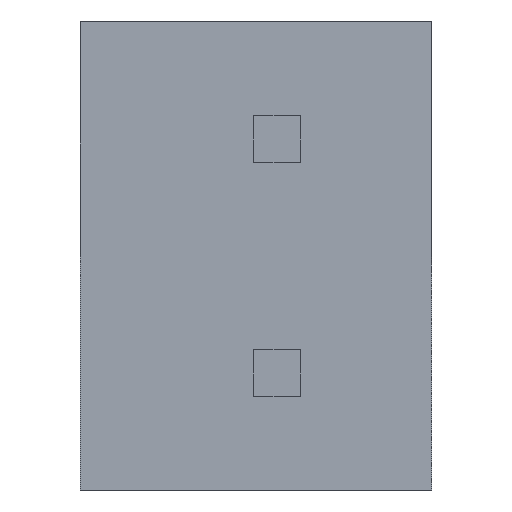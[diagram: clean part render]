
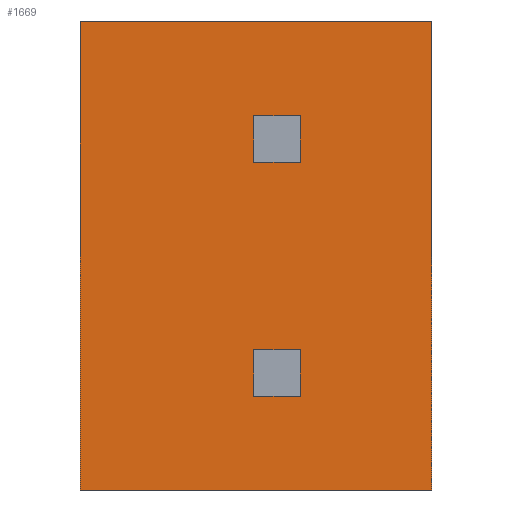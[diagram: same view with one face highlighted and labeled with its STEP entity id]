
A CAD part, front view. The second image highlights one B-rep face of the part: STEP entity #1669.
In plain terms, the highlighted planar face has unit normal (0, -1, 0).
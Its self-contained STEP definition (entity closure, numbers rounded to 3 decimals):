
#28 = EDGE_CURVE ( 'NONE', #459, #2323, #1153, .T. ) ;
#47 = CARTESIAN_POINT ( 'NONE',  ( -0.05, 0., 3. ) ) ;
#99 = VERTEX_POINT ( 'NONE', #1704 ) ;
#188 = VERTEX_POINT ( 'NONE', #2311 ) ;
#240 = ORIENTED_EDGE ( 'NONE', *, *, #1817, .F. ) ;
#261 = VERTEX_POINT ( 'NONE', #2243 ) ;
#354 = PLANE ( 'NONE',  #782 ) ;
#357 = CARTESIAN_POINT ( 'NONE',  ( -3.75, 0., 5. ) ) ;
#381 = CARTESIAN_POINT ( 'NONE',  ( 3.75, 0., 5. ) ) ;
#390 = CARTESIAN_POINT ( 'NONE',  ( -0.05, 0., -3. ) ) ;
#406 = VERTEX_POINT ( 'NONE', #508 ) ;
#426 = DIRECTION ( 'NONE',  ( 1., 0., 0. ) ) ;
#442 = ORIENTED_EDGE ( 'NONE', *, *, #2210, .T. ) ;
#459 = VERTEX_POINT ( 'NONE', #604 ) ;
#490 = FACE_OUTER_BOUND ( 'NONE', #1920, .T. ) ;
#503 = EDGE_CURVE ( 'NONE', #1012, #1627, #1295, .T. ) ;
#508 = CARTESIAN_POINT ( 'NONE',  ( -0.05, 0., -3. ) ) ;
#592 = ORIENTED_EDGE ( 'NONE', *, *, #784, .F. ) ;
#604 = CARTESIAN_POINT ( 'NONE',  ( 0.95, 0., -2. ) ) ;
#631 = EDGE_LOOP ( 'NONE', ( #2208, #1401, #1264, #592 ) ) ;
#680 = LINE ( 'NONE', #2347, #921 ) ;
#695 = EDGE_LOOP ( 'NONE', ( #1779, #1721, #1340, #1500 ) ) ;
#708 = EDGE_CURVE ( 'NONE', #261, #1832, #680, .T. ) ;
#719 = CARTESIAN_POINT ( 'NONE',  ( -0.05, 0., -2. ) ) ;
#723 = DIRECTION ( 'NONE',  ( 1., 0., 0. ) ) ;
#781 = VECTOR ( 'NONE', #2125, 1000. ) ;
#782 = AXIS2_PLACEMENT_3D ( 'NONE', #357, #2297, #1941 ) ;
#784 = EDGE_CURVE ( 'NONE', #406, #99, #1139, .T. ) ;
#853 = DIRECTION ( 'NONE',  ( 0., 0., -1. ) ) ;
#868 = VERTEX_POINT ( 'NONE', #1243 ) ;
#875 = LINE ( 'NONE', #1967, #1750 ) ;
#921 = VECTOR ( 'NONE', #1690, 1000. ) ;
#932 = EDGE_CURVE ( 'NONE', #2323, #406, #1755, .T. ) ;
#933 = VECTOR ( 'NONE', #1486, 1000. ) ;
#934 = VECTOR ( 'NONE', #853, 1000. ) ;
#962 = EDGE_CURVE ( 'NONE', #1012, #1548, #1463, .T. ) ;
#1012 = VERTEX_POINT ( 'NONE', #1038 ) ;
#1019 = FACE_BOUND ( 'NONE', #695, .T. ) ;
#1030 = EDGE_CURVE ( 'NONE', #1832, #868, #1245, .T. ) ;
#1038 = CARTESIAN_POINT ( 'NONE',  ( -3.75, 0., 5. ) ) ;
#1059 = DIRECTION ( 'NONE',  ( 0., 0., -1. ) ) ;
#1067 = CARTESIAN_POINT ( 'NONE',  ( -0.05, 0., 3. ) ) ;
#1069 = DIRECTION ( 'NONE',  ( 0., 0., -1. ) ) ;
#1102 = VECTOR ( 'NONE', #723, 1000. ) ;
#1108 = CARTESIAN_POINT ( 'NONE',  ( 3.75, 0., 5. ) ) ;
#1116 = EDGE_CURVE ( 'NONE', #868, #1945, #1806, .T. ) ;
#1117 = CARTESIAN_POINT ( 'NONE',  ( 0.95, 0., 3. ) ) ;
#1139 = LINE ( 'NONE', #390, #2103 ) ;
#1153 = LINE ( 'NONE', #719, #781 ) ;
#1164 = VECTOR ( 'NONE', #426, 1000. ) ;
#1206 = ORIENTED_EDGE ( 'NONE', *, *, #962, .F. ) ;
#1243 = CARTESIAN_POINT ( 'NONE',  ( -0.05, 0., 2. ) ) ;
#1245 = LINE ( 'NONE', #1067, #1311 ) ;
#1253 = CARTESIAN_POINT ( 'NONE',  ( -3.75, 0., 5. ) ) ;
#1264 = ORIENTED_EDGE ( 'NONE', *, *, #2161, .F. ) ;
#1295 = LINE ( 'NONE', #1253, #2090 ) ;
#1311 = VECTOR ( 'NONE', #1419, 1000. ) ;
#1340 = ORIENTED_EDGE ( 'NONE', *, *, #2254, .F. ) ;
#1401 = ORIENTED_EDGE ( 'NONE', *, *, #28, .F. ) ;
#1419 = DIRECTION ( 'NONE',  ( 0., 0., -1. ) ) ;
#1463 = LINE ( 'NONE', #1896, #933 ) ;
#1486 = DIRECTION ( 'NONE',  ( 1., 0., 0. ) ) ;
#1500 = ORIENTED_EDGE ( 'NONE', *, *, #1116, .F. ) ;
#1548 = VERTEX_POINT ( 'NONE', #381 ) ;
#1612 = CARTESIAN_POINT ( 'NONE',  ( -0.05, 0., -2. ) ) ;
#1627 = VERTEX_POINT ( 'NONE', #1982 ) ;
#1628 = DIRECTION ( 'NONE',  ( 0., 0., 1. ) ) ;
#1669 = ADVANCED_FACE ( 'NONE', ( #1019, #490, #2100 ), #354, .F. ) ;
#1670 = VECTOR ( 'NONE', #1628, 1000. ) ;
#1690 = DIRECTION ( 'NONE',  ( -1., 0., 0. ) ) ;
#1704 = CARTESIAN_POINT ( 'NONE',  ( 0.95, 0., -3. ) ) ;
#1721 = ORIENTED_EDGE ( 'NONE', *, *, #708, .F. ) ;
#1750 = VECTOR ( 'NONE', #1910, 1000. ) ;
#1755 = LINE ( 'NONE', #2255, #2011 ) ;
#1779 = ORIENTED_EDGE ( 'NONE', *, *, #1030, .F. ) ;
#1806 = LINE ( 'NONE', #1830, #1164 ) ;
#1817 = EDGE_CURVE ( 'NONE', #1548, #188, #2358, .T. ) ;
#1830 = CARTESIAN_POINT ( 'NONE',  ( -0.05, 0., 2. ) ) ;
#1832 = VERTEX_POINT ( 'NONE', #47 ) ;
#1896 = CARTESIAN_POINT ( 'NONE',  ( -3.75, 0., 5. ) ) ;
#1910 = DIRECTION ( 'NONE',  ( 0., 0., 1. ) ) ;
#1920 = EDGE_LOOP ( 'NONE', ( #442, #240, #1206, #2032 ) ) ;
#1941 = DIRECTION ( 'NONE',  ( 0., 0., 1. ) ) ;
#1942 = DIRECTION ( 'NONE',  ( 1., 0., 0. ) ) ;
#1945 = VERTEX_POINT ( 'NONE', #2290 ) ;
#1967 = CARTESIAN_POINT ( 'NONE',  ( 0.95, 0., -2. ) ) ;
#1982 = CARTESIAN_POINT ( 'NONE',  ( -3.75, 0., -5. ) ) ;
#2011 = VECTOR ( 'NONE', #1059, 1000. ) ;
#2032 = ORIENTED_EDGE ( 'NONE', *, *, #503, .T. ) ;
#2075 = LINE ( 'NONE', #1117, #1670 ) ;
#2090 = VECTOR ( 'NONE', #1069, 1000. ) ;
#2100 = FACE_BOUND ( 'NONE', #631, .T. ) ;
#2103 = VECTOR ( 'NONE', #1942, 1000. ) ;
#2125 = DIRECTION ( 'NONE',  ( -1., 0., 0. ) ) ;
#2161 = EDGE_CURVE ( 'NONE', #99, #459, #875, .T. ) ;
#2182 = LINE ( 'NONE', #2350, #1102 ) ;
#2208 = ORIENTED_EDGE ( 'NONE', *, *, #932, .F. ) ;
#2210 = EDGE_CURVE ( 'NONE', #1627, #188, #2182, .T. ) ;
#2243 = CARTESIAN_POINT ( 'NONE',  ( 0.95, 0., 3. ) ) ;
#2254 = EDGE_CURVE ( 'NONE', #1945, #261, #2075, .T. ) ;
#2255 = CARTESIAN_POINT ( 'NONE',  ( -0.05, 0., -2. ) ) ;
#2290 = CARTESIAN_POINT ( 'NONE',  ( 0.95, 0., 2. ) ) ;
#2297 = DIRECTION ( 'NONE',  ( 0., 1., 0. ) ) ;
#2311 = CARTESIAN_POINT ( 'NONE',  ( 3.75, 0., -5. ) ) ;
#2323 = VERTEX_POINT ( 'NONE', #1612 ) ;
#2347 = CARTESIAN_POINT ( 'NONE',  ( -0.05, 0., 3. ) ) ;
#2350 = CARTESIAN_POINT ( 'NONE',  ( -3.75, 0., -5. ) ) ;
#2358 = LINE ( 'NONE', #1108, #934 ) ;
